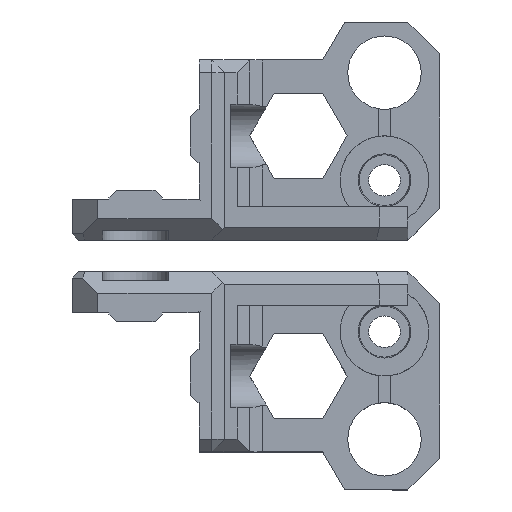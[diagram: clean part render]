
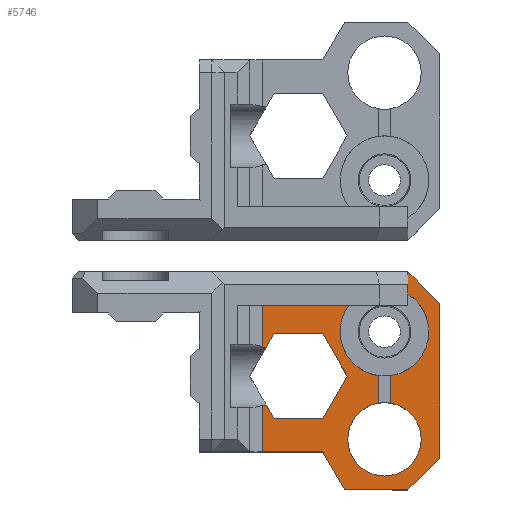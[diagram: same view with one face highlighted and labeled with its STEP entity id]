
A CAD part, top view. The second image highlights one B-rep face of the part: STEP entity #5746.
In plain terms, the highlighted face is planar.
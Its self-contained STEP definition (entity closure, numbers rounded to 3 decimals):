
#95=CIRCLE('',#6165,7.);
#96=CIRCLE('',#6166,5.8);
#97=CIRCLE('',#6167,5.8);
#98=CIRCLE('',#6168,7.);
#408=FACE_OUTER_BOUND('',#748,.T.);
#748=EDGE_LOOP('',(#4830,#4831,#4832,#4833,#4834,#4835,#4836,#4837,#4838,
#4839,#4840,#4841,#4842,#4843,#4844,#4845,#4846,#4847,#4848,#4849,#4850,
#4851,#4852,#4853));
#1368=LINE('',#8993,#2100);
#1370=LINE('',#8997,#2102);
#1372=LINE('',#9001,#2104);
#1431=LINE('',#9129,#2163);
#1437=LINE('',#9144,#2169);
#1438=LINE('',#9147,#2170);
#1439=LINE('',#9148,#2171);
#1440=LINE('',#9150,#2172);
#1441=LINE('',#9152,#2173);
#1442=LINE('',#9153,#2174);
#1443=LINE('',#9155,#2175);
#1444=LINE('',#9157,#2176);
#1445=LINE('',#9159,#2177);
#1446=LINE('',#9161,#2178);
#1447=LINE('',#9163,#2179);
#1448=LINE('',#9164,#2180);
#1449=LINE('',#9166,#2181);
#1450=LINE('',#9170,#2182);
#1451=LINE('',#9176,#2183);
#1452=LINE('',#9179,#2184);
#2100=VECTOR('',#7368,10.);
#2102=VECTOR('',#7372,10.);
#2104=VECTOR('',#7376,10.);
#2163=VECTOR('',#7473,10.);
#2169=VECTOR('',#7485,10.);
#2170=VECTOR('',#7488,10.);
#2171=VECTOR('',#7489,10.);
#2172=VECTOR('',#7490,10.);
#2173=VECTOR('',#7491,10.);
#2174=VECTOR('',#7492,10.);
#2175=VECTOR('',#7493,10.);
#2176=VECTOR('',#7494,10.);
#2177=VECTOR('',#7495,10.);
#2178=VECTOR('',#7496,10.);
#2179=VECTOR('',#7497,10.);
#2180=VECTOR('',#7498,10.);
#2181=VECTOR('',#7499,10.);
#2182=VECTOR('',#7502,10.);
#2183=VECTOR('',#7507,10.);
#2184=VECTOR('',#7510,10.);
#2666=VERTEX_POINT('',#8990);
#2667=VERTEX_POINT('',#8992);
#2668=VERTEX_POINT('',#8996);
#2669=VERTEX_POINT('',#9000);
#2685=VERTEX_POINT('',#9038);
#2716=VERTEX_POINT('',#9122);
#2719=VERTEX_POINT('',#9127);
#2723=VERTEX_POINT('',#9138);
#2725=VERTEX_POINT('',#9142);
#2726=VERTEX_POINT('',#9146);
#2727=VERTEX_POINT('',#9149);
#2728=VERTEX_POINT('',#9151);
#2729=VERTEX_POINT('',#9154);
#2730=VERTEX_POINT('',#9156);
#2731=VERTEX_POINT('',#9158);
#2732=VERTEX_POINT('',#9160);
#2733=VERTEX_POINT('',#9162);
#2734=VERTEX_POINT('',#9165);
#2735=VERTEX_POINT('',#9167);
#2736=VERTEX_POINT('',#9169);
#2737=VERTEX_POINT('',#9171);
#2738=VERTEX_POINT('',#9173);
#2739=VERTEX_POINT('',#9175);
#2740=VERTEX_POINT('',#9177);
#3376=EDGE_CURVE('',#2666,#2667,#1368,.T.);
#3378=EDGE_CURVE('',#2667,#2668,#1370,.T.);
#3380=EDGE_CURVE('',#2668,#2669,#1372,.T.);
#3444=EDGE_CURVE('',#2716,#2719,#1431,.T.);
#3451=EDGE_CURVE('',#2723,#2725,#1437,.T.);
#3452=EDGE_CURVE('',#2726,#2719,#1438,.T.);
#3453=EDGE_CURVE('',#2669,#2726,#1439,.T.);
#3454=EDGE_CURVE('',#2727,#2666,#1440,.T.);
#3455=EDGE_CURVE('',#2728,#2727,#1441,.T.);
#3456=EDGE_CURVE('',#2723,#2728,#1442,.T.);
#3457=EDGE_CURVE('',#2725,#2729,#1443,.T.);
#3458=EDGE_CURVE('',#2729,#2730,#1444,.T.);
#3459=EDGE_CURVE('',#2731,#2730,#1445,.T.);
#3460=EDGE_CURVE('',#2731,#2732,#1446,.T.);
#3461=EDGE_CURVE('',#2733,#2732,#1447,.T.);
#3462=EDGE_CURVE('',#2733,#2685,#1448,.T.);
#3463=EDGE_CURVE('',#2734,#2685,#1449,.T.);
#3464=EDGE_CURVE('',#2735,#2734,#95,.T.);
#3465=EDGE_CURVE('',#2736,#2735,#1450,.T.);
#3466=EDGE_CURVE('',#2737,#2736,#96,.T.);
#3467=EDGE_CURVE('',#2738,#2737,#97,.T.);
#3468=EDGE_CURVE('',#2739,#2738,#1451,.T.);
#3469=EDGE_CURVE('',#2740,#2739,#98,.T.);
#3470=EDGE_CURVE('',#2716,#2740,#1452,.T.);
#4830=ORIENTED_EDGE('',*,*,#3444,.T.);
#4831=ORIENTED_EDGE('',*,*,#3452,.F.);
#4832=ORIENTED_EDGE('',*,*,#3453,.F.);
#4833=ORIENTED_EDGE('',*,*,#3380,.F.);
#4834=ORIENTED_EDGE('',*,*,#3378,.F.);
#4835=ORIENTED_EDGE('',*,*,#3376,.F.);
#4836=ORIENTED_EDGE('',*,*,#3454,.F.);
#4837=ORIENTED_EDGE('',*,*,#3455,.F.);
#4838=ORIENTED_EDGE('',*,*,#3456,.F.);
#4839=ORIENTED_EDGE('',*,*,#3451,.T.);
#4840=ORIENTED_EDGE('',*,*,#3457,.T.);
#4841=ORIENTED_EDGE('',*,*,#3458,.T.);
#4842=ORIENTED_EDGE('',*,*,#3459,.F.);
#4843=ORIENTED_EDGE('',*,*,#3460,.T.);
#4844=ORIENTED_EDGE('',*,*,#3461,.F.);
#4845=ORIENTED_EDGE('',*,*,#3462,.T.);
#4846=ORIENTED_EDGE('',*,*,#3463,.F.);
#4847=ORIENTED_EDGE('',*,*,#3464,.F.);
#4848=ORIENTED_EDGE('',*,*,#3465,.F.);
#4849=ORIENTED_EDGE('',*,*,#3466,.F.);
#4850=ORIENTED_EDGE('',*,*,#3467,.F.);
#4851=ORIENTED_EDGE('',*,*,#3468,.F.);
#4852=ORIENTED_EDGE('',*,*,#3469,.F.);
#4853=ORIENTED_EDGE('',*,*,#3470,.F.);
#5427=PLANE('',#6164);
#5746=ADVANCED_FACE('',(#408),#5427,.F.);
#6164=AXIS2_PLACEMENT_3D('',#9145,#7486,#7487);
#6165=AXIS2_PLACEMENT_3D('',#9168,#7500,#7501);
#6166=AXIS2_PLACEMENT_3D('',#9172,#7503,#7504);
#6167=AXIS2_PLACEMENT_3D('',#9174,#7505,#7506);
#6168=AXIS2_PLACEMENT_3D('',#9178,#7508,#7509);
#7368=DIRECTION('',(0.5,-0.866,0.));
#7372=DIRECTION('',(-0.5,-0.866,0.));
#7376=DIRECTION('',(-1.,0.,0.));
#7473=DIRECTION('',(0.,1.,0.));
#7485=DIRECTION('',(0.,1.,0.));
#7486=DIRECTION('center_axis',(0.,0.,1.));
#7487=DIRECTION('ref_axis',(1.,0.,0.));
#7488=DIRECTION('',(-1.,0.,0.));
#7489=DIRECTION('',(-0.5,0.866,0.));
#7490=DIRECTION('',(1.,0.,0.));
#7491=DIRECTION('',(0.5,0.866,0.));
#7492=DIRECTION('',(1.,0.,0.));
#7493=DIRECTION('',(1.,0.,0.));
#7494=DIRECTION('',(0.5,0.866,0.));
#7495=DIRECTION('',(-1.,0.,0.));
#7496=DIRECTION('',(0.707,-0.707,0.));
#7497=DIRECTION('',(0.,1.,0.));
#7498=DIRECTION('',(-0.707,-0.707,0.));
#7499=DIRECTION('',(0.,-1.,0.));
#7500=DIRECTION('center_axis',(0.,0.,-1.));
#7501=DIRECTION('ref_axis',(1.,0.,0.));
#7502=DIRECTION('',(0.,-1.,0.));
#7503=DIRECTION('center_axis',(0.,0.,-1.));
#7504=DIRECTION('ref_axis',(1.,0.,0.));
#7505=DIRECTION('center_axis',(0.,0.,-1.));
#7506=DIRECTION('ref_axis',(1.,0.,0.));
#7507=DIRECTION('',(0.,1.,0.));
#7508=DIRECTION('center_axis',(0.,0.,-1.));
#7509=DIRECTION('ref_axis',(1.,0.,0.));
#7510=DIRECTION('',(1.,0.,0.));
#8990=CARTESIAN_POINT('',(-9.75,13.668,0.));
#8992=CARTESIAN_POINT('',(-5.9,7.,0.));
#8993=CARTESIAN_POINT('',(-5.9,7.,0.));
#8996=CARTESIAN_POINT('',(-9.75,0.332,0.));
#8997=CARTESIAN_POINT('',(-9.75,0.332,0.));
#9000=CARTESIAN_POINT('',(-17.45,0.332,0.));
#9001=CARTESIAN_POINT('',(-17.45,0.332,0.));
#9038=CARTESIAN_POINT('',(3.7,-9.465,0.));
#9122=CARTESIAN_POINT('',(-19.3,-4.165,0.));
#9127=CARTESIAN_POINT('',(-19.3,2.417,0.));
#9129=CARTESIAN_POINT('',(-19.3,1.801,0.));
#9138=CARTESIAN_POINT('',(-19.3,11.583,0.));
#9142=CARTESIAN_POINT('',(-19.3,19.,0.));
#9144=CARTESIAN_POINT('',(-19.3,1.801,0.));
#9145=CARTESIAN_POINT('Origin',(-20.3,7.768,0.));
#9146=CARTESIAN_POINT('',(-18.654,2.417,0.));
#9147=CARTESIAN_POINT('',(-21.3,2.417,0.));
#9148=CARTESIAN_POINT('',(-21.3,7.,0.));
#9149=CARTESIAN_POINT('',(-17.45,13.668,0.));
#9150=CARTESIAN_POINT('',(-9.75,13.668,0.));
#9151=CARTESIAN_POINT('',(-18.654,11.583,0.));
#9152=CARTESIAN_POINT('',(-17.45,13.668,0.));
#9153=CARTESIAN_POINT('',(-21.3,11.583,0.));
#9154=CARTESIAN_POINT('',(-9.75,19.,0.));
#9155=CARTESIAN_POINT('',(-29.3,19.,0.));
#9156=CARTESIAN_POINT('',(-6.286,25.,0.));
#9157=CARTESIAN_POINT('',(-9.75,19.,0.));
#9158=CARTESIAN_POINT('',(3.7,25.,0.));
#9159=CARTESIAN_POINT('',(8.7,25.,0.));
#9160=CARTESIAN_POINT('',(8.7,20.,0.));
#9161=CARTESIAN_POINT('',(3.258,25.442,0.));
#9162=CARTESIAN_POINT('',(8.7,-4.465,0.));
#9163=CARTESIAN_POINT('',(8.7,-9.465,0.));
#9164=CARTESIAN_POINT('',(3.258,-9.907,0.));
#9165=CARTESIAN_POINT('',(3.7,-5.942,0.));
#9166=CARTESIAN_POINT('',(3.7,-0.849,0.));
#9167=CARTESIAN_POINT('',(1.,6.928,0.));
#9168=CARTESIAN_POINT('Origin',(0.,0.,0.));
#9169=CARTESIAN_POINT('',(1.,11.287,0.));
#9170=CARTESIAN_POINT('',(1.,11.287,0.));
#9171=CARTESIAN_POINT('',(-5.8,17.,0.));
#9172=CARTESIAN_POINT('Origin',(0.,17.,0.));
#9173=CARTESIAN_POINT('',(-1.,11.287,0.));
#9174=CARTESIAN_POINT('Origin',(0.,17.,0.));
#9175=CARTESIAN_POINT('',(-1.,6.928,0.));
#9176=CARTESIAN_POINT('',(-1.,3.888,0.));
#9177=CARTESIAN_POINT('',(-5.626,-4.165,0.));
#9178=CARTESIAN_POINT('Origin',(0.,0.,0.));
#9179=CARTESIAN_POINT('',(-8.3,-4.165,0.));
